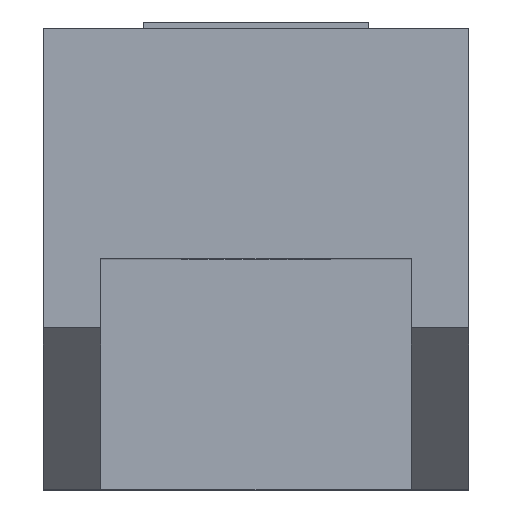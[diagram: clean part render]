
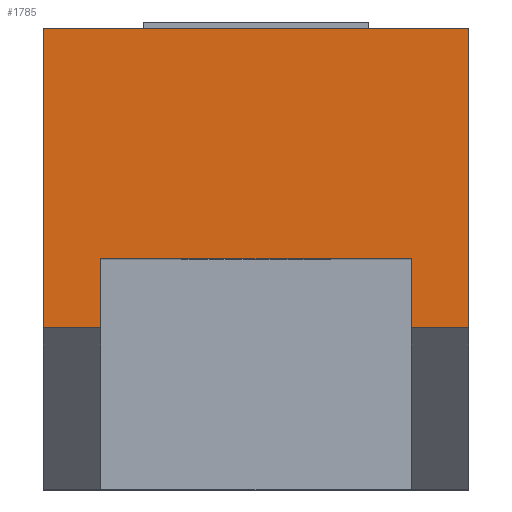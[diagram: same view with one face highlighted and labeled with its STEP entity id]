
A CAD part, top view. The second image highlights one B-rep face of the part: STEP entity #1785.
In plain terms, the highlighted face is planar.
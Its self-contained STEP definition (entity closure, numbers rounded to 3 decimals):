
#949=PLANE('',#1746);
#1029=ORIENTED_EDGE('',*,*,#1430,.F.);
#1030=ORIENTED_EDGE('',*,*,#1431,.F.);
#1031=ORIENTED_EDGE('',*,*,#1432,.T.);
#1032=ORIENTED_EDGE('',*,*,#1427,.F.);
#1033=ORIENTED_EDGE('',*,*,#1417,.F.);
#1034=ORIENTED_EDGE('',*,*,#1433,.T.);
#1035=ORIENTED_EDGE('',*,*,#1434,.T.);
#1036=ORIENTED_EDGE('',*,*,#1435,.F.);
#1183=VECTOR('',#1601,1.);
#1193=VECTOR('',#1615,1.);
#1196=VECTOR('',#1620,1.);
#1197=VECTOR('',#1621,1.);
#1198=VECTOR('',#1622,1.);
#1199=VECTOR('',#1623,1.);
#1200=VECTOR('',#1624,1.);
#1201=VECTOR('',#1625,1.);
#1265=LINE('',#1864,#1183);
#1275=LINE('',#1883,#1193);
#1278=LINE('',#1890,#1196);
#1279=LINE('',#1892,#1197);
#1280=LINE('',#1893,#1198);
#1281=LINE('',#1895,#1199);
#1282=LINE('',#1897,#1200);
#1283=LINE('',#1898,#1201);
#1352=VERTEX_POINT('',#1861);
#1353=VERTEX_POINT('',#1863);
#1360=VERTEX_POINT('',#1882);
#1362=VERTEX_POINT('',#1888);
#1363=VERTEX_POINT('',#1889);
#1364=VERTEX_POINT('',#1891);
#1365=VERTEX_POINT('',#1894);
#1366=VERTEX_POINT('',#1896);
#1417=EDGE_CURVE('',#1352,#1353,#1265,.T.);
#1427=EDGE_CURVE('',#1353,#1360,#1275,.T.);
#1430=EDGE_CURVE('',#1362,#1363,#1278,.T.);
#1431=EDGE_CURVE('',#1364,#1362,#1279,.T.);
#1432=EDGE_CURVE('',#1364,#1360,#1280,.T.);
#1433=EDGE_CURVE('',#1352,#1365,#1281,.T.);
#1434=EDGE_CURVE('',#1365,#1366,#1282,.T.);
#1435=EDGE_CURVE('',#1363,#1366,#1283,.T.);
#1494=EDGE_LOOP('',(#1029,#1030,#1031,#1032,#1033,#1034,#1035,#1036));
#1532=FACE_BOUND('',#1494,.T.);
#1601=DIRECTION('',(0.,0.,18.5));
#1615=DIRECTION('',(0.,13.,0.));
#1618=DIRECTION('',(1.,0.,0.));
#1619=DIRECTION('',(0.,-1.,0.));
#1620=DIRECTION('',(0.,0.,-13.5));
#1621=DIRECTION('',(0.,-3.,0.));
#1622=DIRECTION('',(0.,0.,2.5));
#1623=DIRECTION('',(0.,13.,0.));
#1624=DIRECTION('',(0.,0.,2.5));
#1625=DIRECTION('',(0.,3.,0.));
#1746=AXIS2_PLACEMENT_3D('',#1887,#1618,#1619);
#1785=ADVANCED_FACE('',(#1532),#949,.T.);
#1861=CARTESIAN_POINT('',(25.,0.,0.));
#1863=CARTESIAN_POINT('',(25.,0.,18.5));
#1864=CARTESIAN_POINT('',(25.,0.,0.));
#1882=CARTESIAN_POINT('',(25.,13.,18.5));
#1883=CARTESIAN_POINT('',(25.,0.,18.5));
#1887=CARTESIAN_POINT('',(25.,10.,16.));
#1888=CARTESIAN_POINT('',(25.,10.,16.));
#1889=CARTESIAN_POINT('',(25.,10.,2.5));
#1890=CARTESIAN_POINT('',(25.,10.,16.));
#1891=CARTESIAN_POINT('',(25.,13.,16.));
#1892=CARTESIAN_POINT('',(25.,13.,16.));
#1893=CARTESIAN_POINT('',(25.,13.,16.));
#1894=CARTESIAN_POINT('',(25.,13.,0.));
#1895=CARTESIAN_POINT('',(25.,0.,0.));
#1896=CARTESIAN_POINT('',(25.,13.,2.5));
#1897=CARTESIAN_POINT('',(25.,13.,0.));
#1898=CARTESIAN_POINT('',(25.,10.,2.5));
